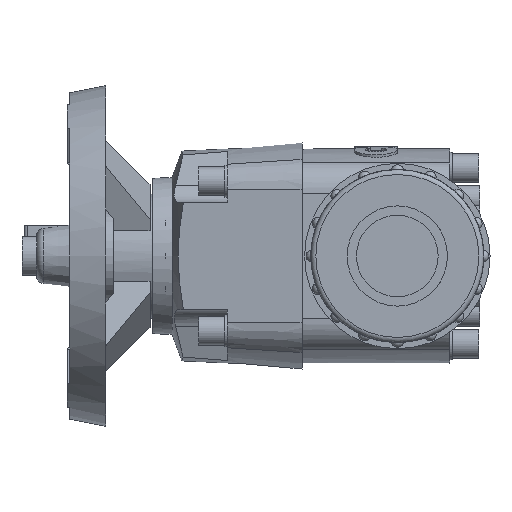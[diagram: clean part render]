
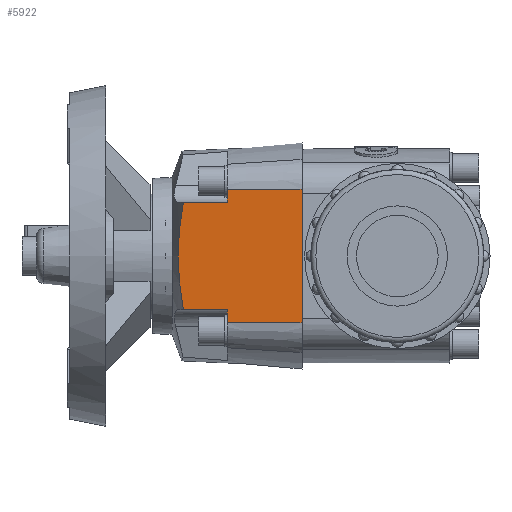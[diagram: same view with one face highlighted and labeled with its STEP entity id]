
A CAD part, left-side view. The second image highlights one B-rep face of the part: STEP entity #5922.
In plain terms, the highlighted planar face has unit normal (-0.998, 0.07, 0).
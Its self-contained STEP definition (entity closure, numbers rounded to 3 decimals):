
#94=(
BOUNDED_CURVE()
B_SPLINE_CURVE(2,(#9571,#9572,#9573),.UNSPECIFIED.,.F.,.F.)
B_SPLINE_CURVE_WITH_KNOTS((3,3),(-24.126,-18.109),
 .UNSPECIFIED.)
CURVE()
GEOMETRIC_REPRESENTATION_ITEM()
RATIONAL_B_SPLINE_CURVE((2.687,2.896,2.896))
REPRESENTATION_ITEM('')
);
#104=(
BOUNDED_CURVE()
B_SPLINE_CURVE(2,(#9684,#9685,#9686),.UNSPECIFIED.,.F.,.F.)
B_SPLINE_CURVE_WITH_KNOTS((3,3),(-18.109,-12.093),
 .UNSPECIFIED.)
CURVE()
GEOMETRIC_REPRESENTATION_ITEM()
RATIONAL_B_SPLINE_CURVE((2.896,2.896,2.687))
REPRESENTATION_ITEM('')
);
#258=PLANE('',#6647);
#566=LINE('',#11538,#916);
#580=LINE('',#11616,#930);
#585=LINE('',#11632,#935);
#586=LINE('',#11639,#936);
#591=LINE('',#11657,#941);
#593=LINE('',#11660,#943);
#601=LINE('',#11686,#951);
#916=VECTOR('',#8177,1.);
#930=VECTOR('',#8271,1.);
#935=VECTOR('',#8284,1.);
#936=VECTOR('',#8291,1.);
#941=VECTOR('',#8308,1.);
#943=VECTOR('',#8312,1.);
#951=VECTOR('',#8342,1.);
#1305=FACE_OUTER_BOUND('',#1680,.T.);
#1680=EDGE_LOOP('',(#5080,#5081,#5082,#5083,#5084,#5085,#5086,#5087,#5088));
#2311=VERTEX_POINT('',#9569);
#2312=VERTEX_POINT('',#9570);
#2327=VERTEX_POINT('',#9680);
#2706=VERTEX_POINT('',#11535);
#2707=VERTEX_POINT('',#11537);
#2728=VERTEX_POINT('',#11615);
#2732=VERTEX_POINT('',#11631);
#2734=VERTEX_POINT('',#11637);
#2735=VERTEX_POINT('',#11638);
#2901=EDGE_CURVE('',#2311,#2312,#94,.T.);
#2917=EDGE_CURVE('',#2312,#2327,#104,.T.);
#3502=EDGE_CURVE('',#2707,#2706,#566,.T.);
#3530=EDGE_CURVE('',#2728,#2311,#580,.T.);
#3537=EDGE_CURVE('',#2732,#2728,#585,.T.);
#3540=EDGE_CURVE('',#2734,#2735,#586,.T.);
#3549=EDGE_CURVE('',#2327,#2734,#591,.T.);
#3551=EDGE_CURVE('',#2707,#2735,#593,.T.);
#3563=EDGE_CURVE('',#2706,#2732,#601,.T.);
#5080=ORIENTED_EDGE('',*,*,#3530,.T.);
#5081=ORIENTED_EDGE('',*,*,#2901,.T.);
#5082=ORIENTED_EDGE('',*,*,#2917,.T.);
#5083=ORIENTED_EDGE('',*,*,#3549,.T.);
#5084=ORIENTED_EDGE('',*,*,#3540,.T.);
#5085=ORIENTED_EDGE('',*,*,#3551,.F.);
#5086=ORIENTED_EDGE('',*,*,#3502,.T.);
#5087=ORIENTED_EDGE('',*,*,#3563,.T.);
#5088=ORIENTED_EDGE('',*,*,#3537,.T.);
#5922=ADVANCED_FACE('',(#1305),#258,.T.);
#6647=AXIS2_PLACEMENT_3D('',#11687,#8343,#8344);
#8177=DIRECTION('',(0.,0.,1.));
#8271=DIRECTION('',(0.07,0.998,0.));
#8284=DIRECTION('',(0.,0.,-1.));
#8291=DIRECTION('',(0.,0.,-1.));
#8308=DIRECTION('',(-0.07,-0.998,0.));
#8312=DIRECTION('',(0.07,0.998,0.));
#8342=DIRECTION('',(0.07,0.998,0.));
#8343=DIRECTION('center_axis',(-0.998,0.07,0.));
#8344=DIRECTION('ref_axis',(0.,0.,1.));
#9569=CARTESIAN_POINT('',(-38.187,85.425,21.5));
#9570=CARTESIAN_POINT('',(-38.042,87.497,0.));
#9571=CARTESIAN_POINT('Ctrl Pts',(-38.187,85.425,21.5));
#9572=CARTESIAN_POINT('Ctrl Pts',(-38.042,87.497,9.973));
#9573=CARTESIAN_POINT('Ctrl Pts',(-38.042,87.497,0.));
#9680=CARTESIAN_POINT('',(-38.187,85.425,-21.5));
#9684=CARTESIAN_POINT('Ctrl Pts',(-38.042,87.497,0.));
#9685=CARTESIAN_POINT('Ctrl Pts',(-38.042,87.497,-9.973));
#9686=CARTESIAN_POINT('Ctrl Pts',(-38.187,85.425,-21.5));
#11535=CARTESIAN_POINT('',(-41.5,38.05,26.589));
#11537=CARTESIAN_POINT('',(-41.5,38.05,-26.589));
#11538=CARTESIAN_POINT('',(-41.5,38.05,-26.589));
#11615=CARTESIAN_POINT('',(-39.42,67.799,21.5));
#11616=CARTESIAN_POINT('',(-38.382,82.647,21.5));
#11631=CARTESIAN_POINT('',(-39.42,67.799,26.589));
#11632=CARTESIAN_POINT('',(-39.42,67.799,30.735));
#11637=CARTESIAN_POINT('',(-39.42,67.799,-21.5));
#11638=CARTESIAN_POINT('',(-39.42,67.799,-26.589));
#11639=CARTESIAN_POINT('',(-39.42,67.799,-4.145));
#11657=CARTESIAN_POINT('',(-40.452,53.042,-21.5));
#11660=CARTESIAN_POINT('',(-41.5,38.05,-26.589));
#11686=CARTESIAN_POINT('',(-41.5,38.05,26.589));
#11687=CARTESIAN_POINT('Origin',(-41.5,38.05,26.589));
